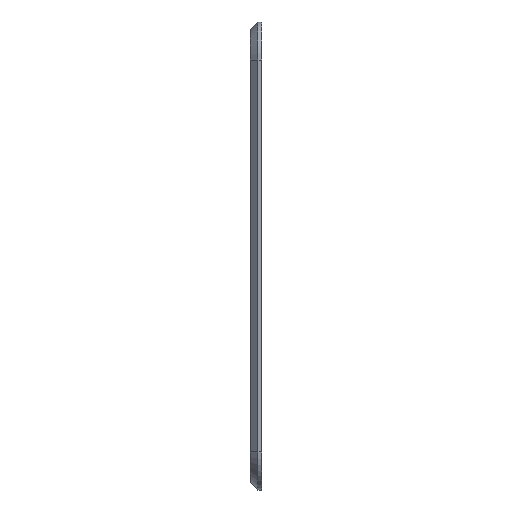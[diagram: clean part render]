
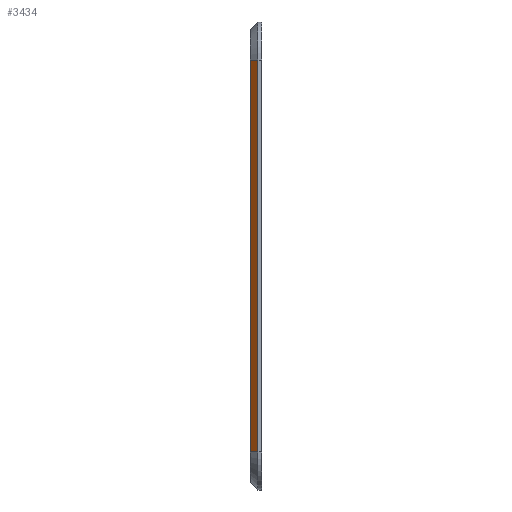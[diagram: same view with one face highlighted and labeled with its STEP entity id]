
A CAD part, left-side view. The second image highlights one B-rep face of the part: STEP entity #3434.
In plain terms, the highlighted planar face has unit normal (-0.707, 0.707, 0).
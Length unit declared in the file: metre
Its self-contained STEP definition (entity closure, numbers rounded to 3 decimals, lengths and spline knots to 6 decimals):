
#957=ORIENTED_EDGE('',*,*,#1634,.T.);
#958=ORIENTED_EDGE('',*,*,#1584,.F.);
#959=ORIENTED_EDGE('',*,*,#1635,.F.);
#960=ORIENTED_EDGE('',*,*,#1226,.F.);
#1226=EDGE_CURVE('',#1720,#1721,#2046,.T.);
#1584=EDGE_CURVE('',#1988,#1989,#2304,.T.);
#1634=EDGE_CURVE('',#1720,#1989,#2345,.T.);
#1635=EDGE_CURVE('',#1721,#1988,#2346,.T.);
#1720=VERTEX_POINT('',#4401);
#1721=VERTEX_POINT('',#4403);
#1988=VERTEX_POINT('',#5452);
#1989=VERTEX_POINT('',#5454);
#2046=LINE('',#4402,#2410);
#2304=LINE('',#5453,#2668);
#2345=LINE('',#5577,#2709);
#2346=LINE('',#5579,#2710);
#2410=VECTOR('',#3686,1.);
#2668=VECTOR('',#4112,1.);
#2709=VECTOR('',#4261,1.);
#2710=VECTOR('',#4264,1.);
#2924=EDGE_LOOP('',(#957,#958,#959,#960));
#3144=FACE_BOUND('',#2924,.T.);
#3280=PLANE('',#3629);
#3434=ADVANCED_FACE('',(#3144),#3280,.F.);
#3629=AXIS2_PLACEMENT_3D('',#5578,#4262,#4263);
#3686=DIRECTION('',(0.,0.,1.));
#4112=DIRECTION('',(0.,0.,-1.));
#4261=DIRECTION('',(-0.707,-0.707,0.));
#4262=DIRECTION('',(0.707,-0.707,0.));
#4263=DIRECTION('',(0.,0.,-1.));
#4264=DIRECTION('',(-0.707,-0.707,0.));
#4401=CARTESIAN_POINT('',(-0.07435,0.0015,-0.02555));
#4402=CARTESIAN_POINT('',(-0.07435,0.0015,0.0002));
#4403=CARTESIAN_POINT('',(-0.07435,0.0015,0.02595));
#5452=CARTESIAN_POINT('',(-0.07535,0.0005,0.02595));
#5453=CARTESIAN_POINT('',(-0.07535,0.0005,0.0002));
#5454=CARTESIAN_POINT('',(-0.07535,0.0005,-0.02555));
#5577=CARTESIAN_POINT('',(-0.07435,0.0015,-0.02555));
#5578=CARTESIAN_POINT('',(-0.07535,0.0005,0.0002));
#5579=CARTESIAN_POINT('',(-0.07435,0.0015,0.02595));
